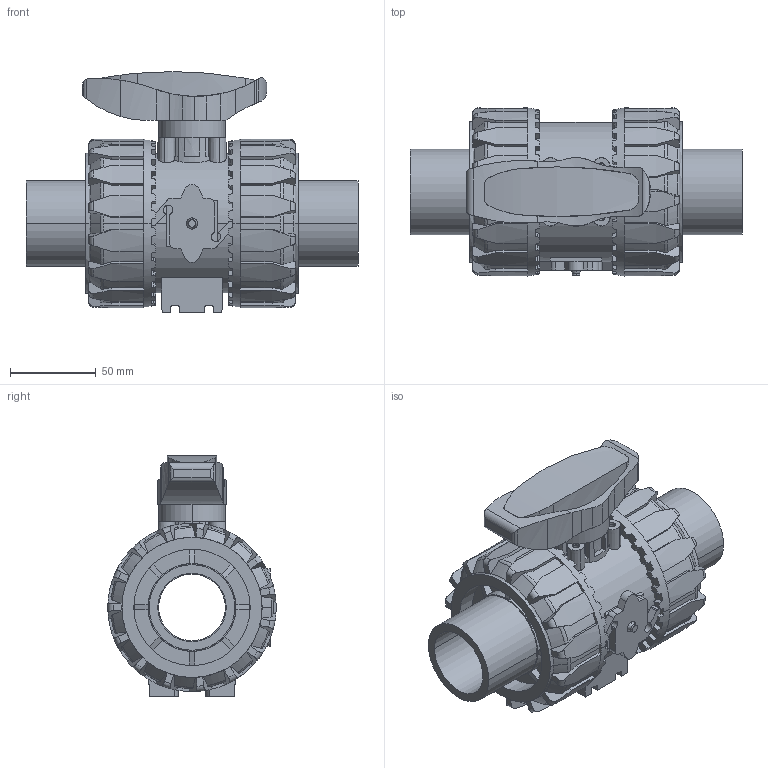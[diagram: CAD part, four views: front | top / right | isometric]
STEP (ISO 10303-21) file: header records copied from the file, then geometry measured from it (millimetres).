
FILE_DESCRIPTION(('STEP AP214'),'1');
FILE_NAME('vkddm050e.stp','2018-03-06T12:06:34',('TraceParts'),('TraceParts S.A.'),'Spatial InterOp 3D',' ',' ');
FILE_SCHEMA(('automotive_design'));
Length unit declared in the file: millimetre
Products named in the file (7): vkddm050e_1; vkddm050e_2; vkddm050e_3; vkddm050e_4; vkddm050e_5; vkddm050e_6; vkddm050e_7
Bounding box: 194 x 98.3 x 140.72 mm (x, y, z)
Volume: 786177.7 mm3; surface area: 174766 mm2
Topology: 7 solids, 7 shells, 1058 faces, 2984 edges, 1967 vertices
Faces by surface type: plane 689, cylinder 221, cone 84, torus 64
Entity records: 44782 total; most frequent: CARTESIAN_POINT 8380, DIRECTION 5993, ORIENTED_EDGE 5968, EDGE_CURVE 2984, AXIS2_PLACEMENT_3D 2341, VERTEX_POINT 1967, LINE 1311, VECTOR 1311
